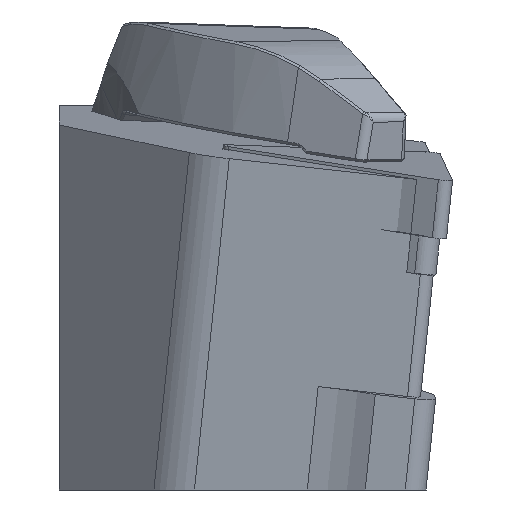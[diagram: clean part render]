
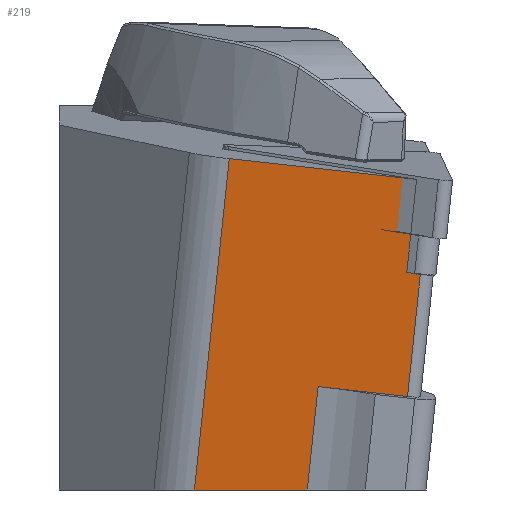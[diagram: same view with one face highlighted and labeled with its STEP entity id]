
A CAD part, left-side view. The second image highlights one B-rep face of the part: STEP entity #219.
In plain terms, the highlighted planar face has unit normal (-0.993, 0.063, -0.098).
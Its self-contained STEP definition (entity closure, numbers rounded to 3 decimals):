
#219=ADVANCED_FACE('',(#393),#332,.T.);
#332=PLANE('',#2059);
#393=FACE_OUTER_BOUND('',#509,.T.);
#509=EDGE_LOOP('',(#1004,#1005,#1006,#1007,#1008,#1009,#1010,#1011,#1012));
#628=LINE('',#2688,#780);
#642=LINE('',#2723,#794);
#662=LINE('',#2782,#814);
#663=LINE('',#2785,#815);
#664=LINE('',#2786,#816);
#665=LINE('',#2788,#817);
#666=LINE('',#2790,#818);
#667=LINE('',#2792,#819);
#668=LINE('',#2794,#820);
#780=VECTOR('',#2230,1.);
#794=VECTOR('',#2256,1.);
#814=VECTOR('',#2286,1.);
#815=VECTOR('',#2287,1.);
#816=VECTOR('',#2288,1.);
#817=VECTOR('',#2289,1.);
#818=VECTOR('',#2290,1.);
#819=VECTOR('',#2291,1.);
#820=VECTOR('',#2292,1.);
#1004=ORIENTED_EDGE('',*,*,#1756,.T.);
#1005=ORIENTED_EDGE('',*,*,#1757,.T.);
#1006=ORIENTED_EDGE('',*,*,#1715,.T.);
#1007=ORIENTED_EDGE('',*,*,#1732,.T.);
#1008=ORIENTED_EDGE('',*,*,#1758,.T.);
#1009=ORIENTED_EDGE('',*,*,#1759,.F.);
#1010=ORIENTED_EDGE('',*,*,#1760,.F.);
#1011=ORIENTED_EDGE('',*,*,#1761,.F.);
#1012=ORIENTED_EDGE('',*,*,#1762,.F.);
#1524=VERTEX_POINT('',#2687);
#1525=VERTEX_POINT('',#2689);
#1539=VERTEX_POINT('',#2722);
#1560=VERTEX_POINT('',#2783);
#1561=VERTEX_POINT('',#2784);
#1562=VERTEX_POINT('',#2787);
#1563=VERTEX_POINT('',#2789);
#1564=VERTEX_POINT('',#2791);
#1565=VERTEX_POINT('',#2793);
#1715=EDGE_CURVE('',#1525,#1524,#628,.T.);
#1732=EDGE_CURVE('',#1524,#1539,#642,.T.);
#1756=EDGE_CURVE('',#1560,#1561,#662,.T.);
#1757=EDGE_CURVE('',#1561,#1525,#663,.T.);
#1758=EDGE_CURVE('',#1539,#1562,#664,.T.);
#1759=EDGE_CURVE('',#1563,#1562,#665,.T.);
#1760=EDGE_CURVE('',#1564,#1563,#666,.T.);
#1761=EDGE_CURVE('',#1565,#1564,#667,.T.);
#1762=EDGE_CURVE('',#1560,#1565,#668,.T.);
#2059=AXIS2_PLACEMENT_3D('',#2795,#2293,#2294);
#2230=DIRECTION('',(-0.105,-0.104,0.989));
#2256=DIRECTION('',(0.052,0.993,0.11));
#2286=DIRECTION('',(0.052,0.993,0.11));
#2287=DIRECTION('',(-0.105,-0.104,0.989));
#2288=DIRECTION('',(0.105,0.104,-0.989));
#2289=DIRECTION('',(0.063,0.998,0.));
#2290=DIRECTION('',(0.105,0.104,-0.989));
#2291=DIRECTION('',(0.052,0.993,0.11));
#2292=DIRECTION('',(0.105,0.104,-0.989));
#2293=DIRECTION('',(-0.993,0.063,-0.098));
#2294=DIRECTION('',(-0.099,0.,0.995));
#2687=CARTESIAN_POINT('',(2.013,-29.001,0.225));
#2688=CARTESIAN_POINT('',(2.812,-28.207,-7.332));
#2689=CARTESIAN_POINT('',(2.479,-28.538,-4.187));
#2722=CARTESIAN_POINT('',(2.811,-13.793,1.907));
#2723=CARTESIAN_POINT('',(-0.682,-80.392,-5.462));
#2782=CARTESIAN_POINT('',(2.966,-25.259,-7.006));
#2783=CARTESIAN_POINT('',(2.754,-29.315,-7.454));
#2784=CARTESIAN_POINT('',(2.812,-28.207,-7.332));
#2785=CARTESIAN_POINT('',(2.812,-28.207,-7.332));
#2786=CARTESIAN_POINT('',(-0.566,-17.15,33.854));
#2787=CARTESIAN_POINT('',(5.654,-10.965,-25.));
#2788=CARTESIAN_POINT('',(5.239,-17.518,-25.));
#2789=CARTESIAN_POINT('',(5.073,-20.127,-25.));
#2790=CARTESIAN_POINT('',(-1.041,-26.208,32.852));
#2791=CARTESIAN_POINT('',(4.186,-21.01,-16.601));
#2792=CARTESIAN_POINT('',(4.701,-11.191,-15.515));
#2793=CARTESIAN_POINT('',(3.805,-28.269,-17.405));
#2794=CARTESIAN_POINT('',(3.805,-28.269,-17.405));
#2795=CARTESIAN_POINT('',(4.701,-11.191,-15.515));
